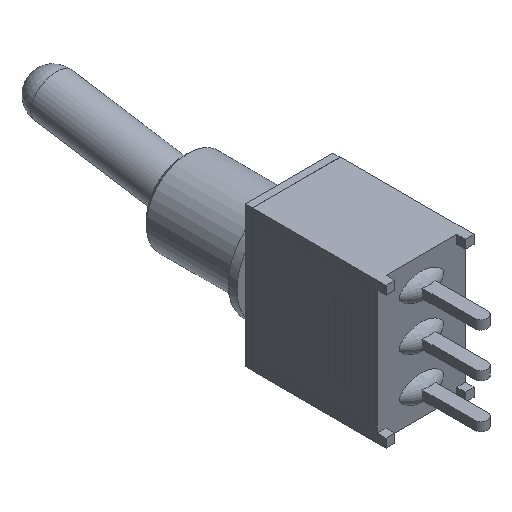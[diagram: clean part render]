
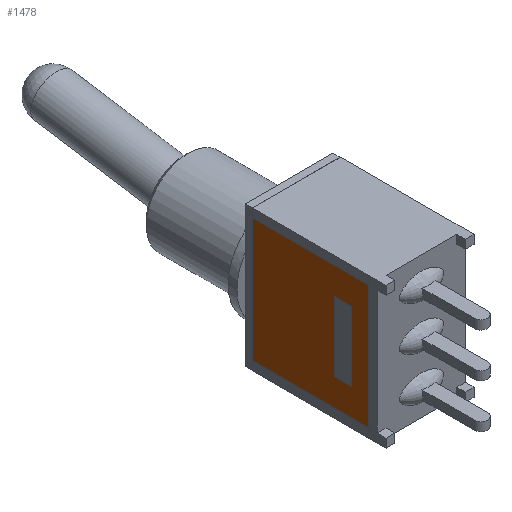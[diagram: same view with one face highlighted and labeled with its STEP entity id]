
A CAD part, isometric view. The second image highlights one B-rep face of the part: STEP entity #1478.
In plain terms, the highlighted planar face has unit normal (-1, 0, 0).
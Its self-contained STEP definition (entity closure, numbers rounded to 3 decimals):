
#10 = CARTESIAN_POINT ( 'NONE',  ( -2.52, 2., 2. ) ) ;
#22 = VECTOR ( 'NONE', #2634, 1000. ) ;
#24 = VERTEX_POINT ( 'NONE', #528 ) ;
#206 = LINE ( 'NONE', #250, #4748 ) ;
#215 = VERTEX_POINT ( 'NONE', #1155 ) ;
#250 = CARTESIAN_POINT ( 'NONE',  ( -2.52, 7.71, 0. ) ) ;
#272 = EDGE_LOOP ( 'NONE', ( #1292, #4713, #4664, #4686 ) ) ;
#417 = EDGE_CURVE ( 'NONE', #3619, #2501, #1849, .T. ) ;
#469 = VECTOR ( 'NONE', #4289, 1000. ) ;
#528 = CARTESIAN_POINT ( 'NONE',  ( -2.52, 1.01, -3.555 ) ) ;
#661 = ORIENTED_EDGE ( 'NONE', *, *, #4823, .F. ) ;
#696 = VECTOR ( 'NONE', #3275, 1000. ) ;
#740 = DIRECTION ( 'NONE',  ( 0., 1., 0. ) ) ;
#802 = EDGE_CURVE ( 'NONE', #4777, #3042, #206, .T. ) ;
#884 = CARTESIAN_POINT ( 'NONE',  ( -2.52, 4.565, 3.555 ) ) ;
#1093 = CARTESIAN_POINT ( 'NONE',  ( -2.52, 3.533, 2. ) ) ;
#1116 = CARTESIAN_POINT ( 'NONE',  ( -2.52, 4.565, -3.555 ) ) ;
#1147 = EDGE_LOOP ( 'NONE', ( #2674, #3641, #661, #1300 ) ) ;
#1155 = CARTESIAN_POINT ( 'NONE',  ( -2.52, 3., -2. ) ) ;
#1156 = CARTESIAN_POINT ( 'NONE',  ( -2.52, 2., -2. ) ) ;
#1249 = VERTEX_POINT ( 'NONE', #1156 ) ;
#1292 = ORIENTED_EDGE ( 'NONE', *, *, #1611, .T. ) ;
#1293 = DIRECTION ( 'NONE',  ( 0., 0., 1. ) ) ;
#1300 = ORIENTED_EDGE ( 'NONE', *, *, #2371, .F. ) ;
#1411 = FACE_OUTER_BOUND ( 'NONE', #1147, .T. ) ;
#1423 = VECTOR ( 'NONE', #4218, 1000. ) ;
#1472 = CARTESIAN_POINT ( 'NONE',  ( -2.52, 2., 0. ) ) ;
#1478 = ADVANCED_FACE ( 'NONE', ( #4453, #1411 ), #2925, .F. ) ;
#1484 = LINE ( 'NONE', #2199, #1576 ) ;
#1573 = EDGE_CURVE ( 'NONE', #215, #3619, #4716, .T. ) ;
#1576 = VECTOR ( 'NONE', #4481, 1000. ) ;
#1611 = EDGE_CURVE ( 'NONE', #1249, #215, #1691, .T. ) ;
#1691 = LINE ( 'NONE', #4344, #696 ) ;
#1849 = LINE ( 'NONE', #1093, #22 ) ;
#1893 = VECTOR ( 'NONE', #740, 1000. ) ;
#2128 = LINE ( 'NONE', #884, #1423 ) ;
#2199 = CARTESIAN_POINT ( 'NONE',  ( -2.52, 1.01, 0. ) ) ;
#2371 = EDGE_CURVE ( 'NONE', #3042, #3933, #2128, .T. ) ;
#2385 = AXIS2_PLACEMENT_3D ( 'NONE', #2679, #3492, #3032 ) ;
#2472 = CARTESIAN_POINT ( 'NONE',  ( -2.52, 3., 0. ) ) ;
#2501 = VERTEX_POINT ( 'NONE', #10 ) ;
#2531 = VECTOR ( 'NONE', #4437, 1000. ) ;
#2634 = DIRECTION ( 'NONE',  ( 0., -1., 0. ) ) ;
#2674 = ORIENTED_EDGE ( 'NONE', *, *, #802, .F. ) ;
#2678 = LINE ( 'NONE', #1116, #1893 ) ;
#2679 = CARTESIAN_POINT ( 'NONE',  ( -2.52, 4.565, 0. ) ) ;
#2925 = PLANE ( 'NONE',  #2385 ) ;
#3032 = DIRECTION ( 'NONE',  ( 0., 1., 0. ) ) ;
#3042 = VERTEX_POINT ( 'NONE', #3288 ) ;
#3197 = CARTESIAN_POINT ( 'NONE',  ( -2.52, 7.71, -3.555 ) ) ;
#3275 = DIRECTION ( 'NONE',  ( 0., 1., 0. ) ) ;
#3288 = CARTESIAN_POINT ( 'NONE',  ( -2.52, 7.71, 3.555 ) ) ;
#3482 = CARTESIAN_POINT ( 'NONE',  ( -2.52, 1.01, 3.555 ) ) ;
#3492 = DIRECTION ( 'NONE',  ( 1., 0., 0. ) ) ;
#3619 = VERTEX_POINT ( 'NONE', #4817 ) ;
#3624 = EDGE_CURVE ( 'NONE', #2501, #1249, #3770, .T. ) ;
#3641 = ORIENTED_EDGE ( 'NONE', *, *, #4153, .F. ) ;
#3770 = LINE ( 'NONE', #1472, #2531 ) ;
#3933 = VERTEX_POINT ( 'NONE', #3482 ) ;
#4153 = EDGE_CURVE ( 'NONE', #24, #4777, #2678, .T. ) ;
#4218 = DIRECTION ( 'NONE',  ( 0., -1., 0. ) ) ;
#4289 = DIRECTION ( 'NONE',  ( 0., 0., 1. ) ) ;
#4344 = CARTESIAN_POINT ( 'NONE',  ( -2.52, 3.533, -2. ) ) ;
#4437 = DIRECTION ( 'NONE',  ( 0., 0., -1. ) ) ;
#4453 = FACE_BOUND ( 'NONE', #272, .T. ) ;
#4481 = DIRECTION ( 'NONE',  ( 0., 0., -1. ) ) ;
#4664 = ORIENTED_EDGE ( 'NONE', *, *, #417, .T. ) ;
#4686 = ORIENTED_EDGE ( 'NONE', *, *, #3624, .T. ) ;
#4713 = ORIENTED_EDGE ( 'NONE', *, *, #1573, .T. ) ;
#4716 = LINE ( 'NONE', #2472, #469 ) ;
#4748 = VECTOR ( 'NONE', #1293, 1000. ) ;
#4777 = VERTEX_POINT ( 'NONE', #3197 ) ;
#4817 = CARTESIAN_POINT ( 'NONE',  ( -2.52, 3., 2. ) ) ;
#4823 = EDGE_CURVE ( 'NONE', #3933, #24, #1484, .T. ) ;
